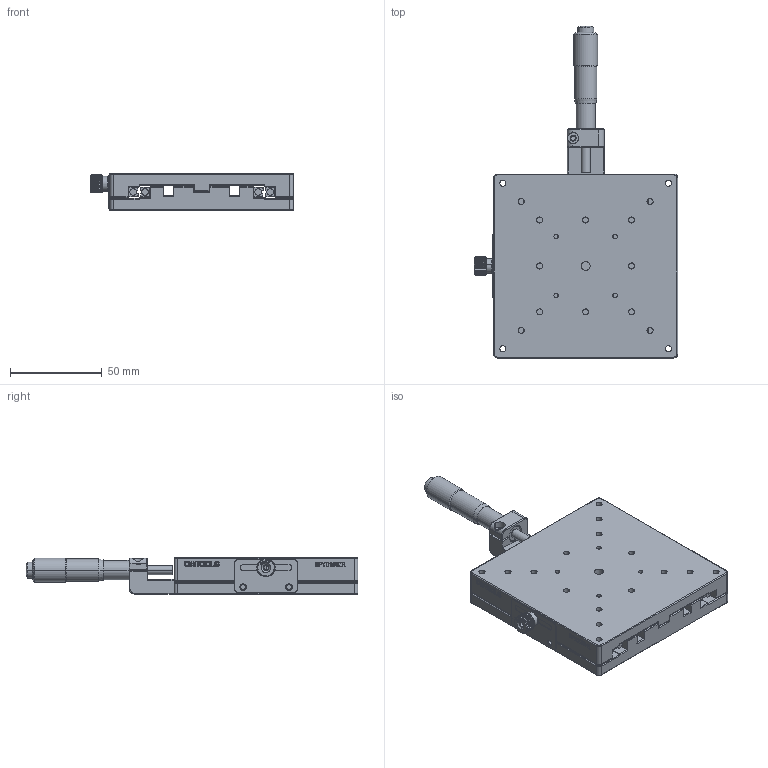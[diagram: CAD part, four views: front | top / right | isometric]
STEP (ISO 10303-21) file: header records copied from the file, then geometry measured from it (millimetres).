
FILE_DESCRIPTION (( 'STEP AP203' ), '1' );
FILE_NAME ('SPYD100ZR 忒雄弇痄怢.STEP', '2020-07-13T07:34:21', ( 'User' ), ( 'Microsoft' ), 'SwSTEP 2.0', 'SolidWorks 2018', '' );
FILE_SCHEMA (( 'CONFIG_CONTROL_DESIGN' ));
Length unit declared in the file: millimetre
Products named in the file (2): SPYD100ZR 忒雄弇痄怢
Bounding box: 110.5 x 180.5 x 20 mm (x, y, z)
Surface area: 62990.8 mm2 (no closed solid volume)
Topology: 0 solids, 25 shells, 541 faces, 1994 edges, 1436 vertices
Faces by surface type: plane 235, cylinder 227, bspline 39, torus 22, cone 16, sphere 2
Entity records: 27386 total; most frequent: CARTESIAN_POINT 10599, DIRECTION 3311, ORIENTED_EDGE 3244, EDGE_CURVE 1994, VERTEX_POINT 1436, AXIS2_PLACEMENT_3D 1145, VECTOR 1021, LINE 1021
